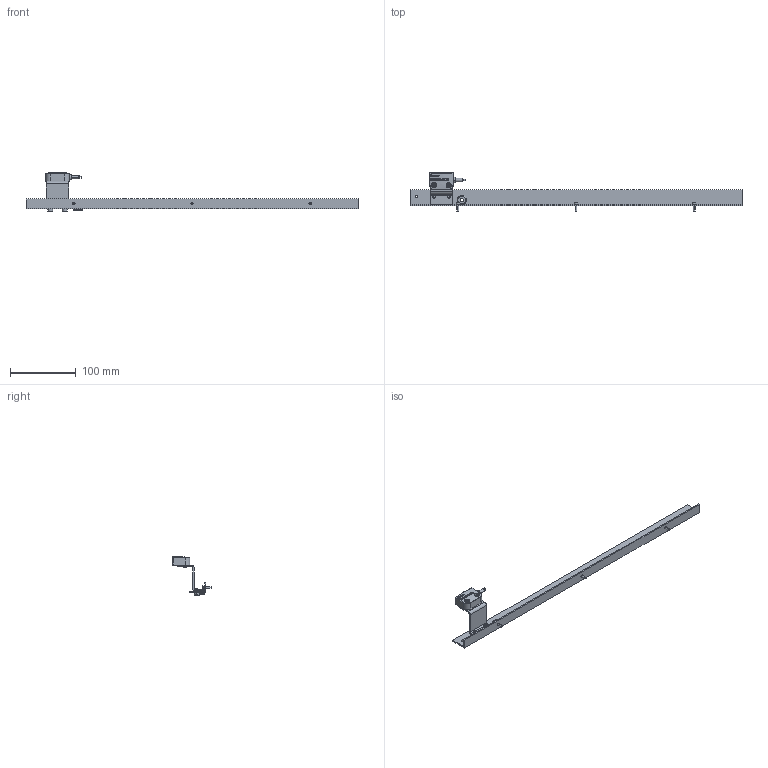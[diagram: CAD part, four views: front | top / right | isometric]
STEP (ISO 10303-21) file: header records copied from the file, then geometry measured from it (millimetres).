
FILE_DESCRIPTION (( 'STEP AP214' ), '1' );
FILE_NAME ('41556~0.STEP', '2019-04-09T09:26:16', ( '' ), ( '' ), 'SwSTEP 2.0', 'SolidWorks 2018', '' );
FILE_SCHEMA (( 'AUTOMOTIVE_DESIGN' ));
Length unit declared in the file: millimetre
Products named in the file (9): 8088~0_S; 36768~0; 41551~0_S; DIN912~n_M04,0x006; 41557~1_S; 38906~3_S; DIN912~n_M03,0x010; 41556~0; DIN912~n_M04,0x010
Assembly tree (12 placements, depth 3):
  41556~0
    41557~1_S
      38906~3_S
      8088~0_S
    41551~0_S
    36768~0
    DIN912~n_M04,0x006  x2
    DIN912~n_M04,0x010  x2
    DIN912~n_M03,0x010  x3
Bounding box: 506 x 58.5 x 59.1 mm (x, y, z)
Volume: 56479.3 mm3; surface area: 53220.9 mm2
Topology: 11 solids, 11 shells, 608 faces, 1512 edges, 986 vertices
Faces by surface type: cylinder 229, plane 191, bspline 137, cone 32, torus 15, sphere 4
Entity records: 22011 total; most frequent: CARTESIAN_POINT 10492, ORIENTED_EDGE 2456, DIRECTION 1982, EDGE_CURVE 1228, VERTEX_POINT 804, AXIS2_PLACEMENT_3D 723, EDGE_LOOP 574, VECTOR 536
